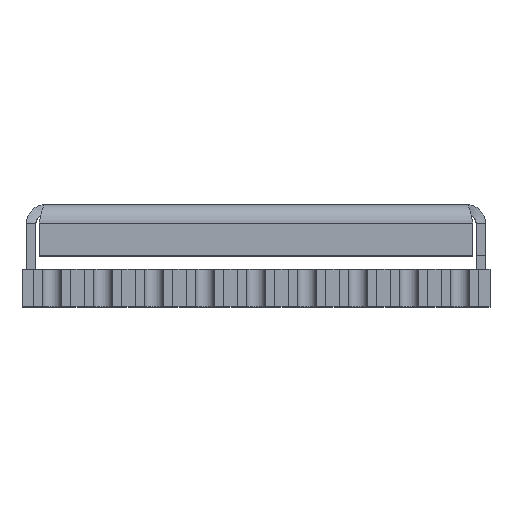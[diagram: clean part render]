
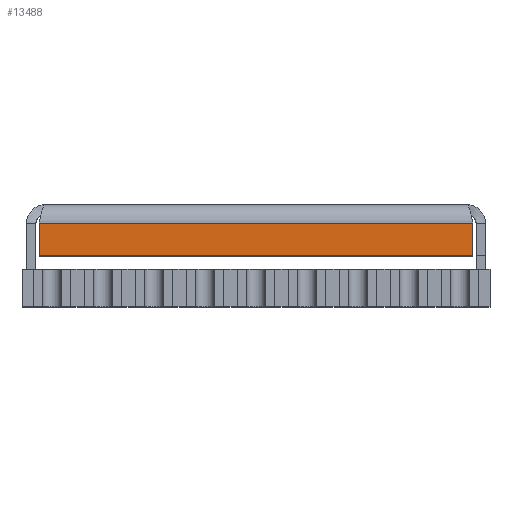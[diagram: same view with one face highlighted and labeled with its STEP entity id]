
A CAD part, top view. The second image highlights one B-rep face of the part: STEP entity #13488.
In plain terms, the highlighted face is planar.
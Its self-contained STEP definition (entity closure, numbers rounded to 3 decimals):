
#9934 = CYLINDRICAL_SURFACE('',#9935,0.4);
#9935 = AXIS2_PLACEMENT_3D('',#9936,#9937,#9938);
#9936 = CARTESIAN_POINT('',(4.35,0.7,4.95));
#9937 = DIRECTION('',(0.,0.,-1.));
#9938 = DIRECTION('',(0.,1.,0.));
#10561 = VERTEX_POINT('',#10562);
#10562 = CARTESIAN_POINT('',(4.75,0.7,4.679));
#10668 = PLANE('',#10669);
#10669 = AXIS2_PLACEMENT_3D('',#10670,#10671,#10672);
#10670 = CARTESIAN_POINT('',(4.65,0.35,4.679));
#10671 = DIRECTION('',(0.,0.,-1.));
#10672 = DIRECTION('',(0.,1.,0.));
#10758 = EDGE_CURVE('',#10561,#10759,#10761,.T.);
#10759 = VERTEX_POINT('',#10760);
#10760 = CARTESIAN_POINT('',(4.75,0.7,-4.679));
#10761 = SURFACE_CURVE('',#10762,(#10766,#10795),.PCURVE_S1.);
#10762 = LINE('',#10763,#10764);
#10763 = CARTESIAN_POINT('',(4.75,0.7,4.679));
#10764 = VECTOR('',#10765,1.);
#10765 = DIRECTION('',(0.,0.,-1.));
#10766 = PCURVE('',#9934,#10767);
#10767 = DEFINITIONAL_REPRESENTATION('',(#10768),#10794);
#10768 = B_SPLINE_CURVE_WITH_KNOTS('',3,(#10769,#10770,#10771,#10772,
    #10773,#10774,#10775,#10776,#10777,#10778,#10779,#10780,#10781,
    #10782,#10783,#10784,#10785,#10786,#10787,#10788,#10789,#10790,
    #10791,#10792,#10793),.UNSPECIFIED.,.F.,.F.,(4,1,1,1,1,1,1,1,1,1,1,1
    ,1,1,1,1,1,1,1,1,1,1,4),(0.,0.425,0.851,
    1.276,1.702,2.127,2.552,
    2.978,3.403,3.829,4.254,
    4.679,5.105,5.53,5.955,
    6.381,6.806,7.232,7.657,
    8.082,8.508,8.933,9.359),
  .UNSPECIFIED.);
#10769 = CARTESIAN_POINT('',(1.571,0.271));
#10770 = CARTESIAN_POINT('',(1.571,0.413));
#10771 = CARTESIAN_POINT('',(1.571,0.696));
#10772 = CARTESIAN_POINT('',(1.571,1.121));
#10773 = CARTESIAN_POINT('',(1.571,1.547));
#10774 = CARTESIAN_POINT('',(1.571,1.972));
#10775 = CARTESIAN_POINT('',(1.571,2.398));
#10776 = CARTESIAN_POINT('',(1.571,2.823));
#10777 = CARTESIAN_POINT('',(1.571,3.248));
#10778 = CARTESIAN_POINT('',(1.571,3.674));
#10779 = CARTESIAN_POINT('',(1.571,4.099));
#10780 = CARTESIAN_POINT('',(1.571,4.525));
#10781 = CARTESIAN_POINT('',(1.571,4.95));
#10782 = CARTESIAN_POINT('',(1.571,5.375));
#10783 = CARTESIAN_POINT('',(1.571,5.801));
#10784 = CARTESIAN_POINT('',(1.571,6.226));
#10785 = CARTESIAN_POINT('',(1.571,6.652));
#10786 = CARTESIAN_POINT('',(1.571,7.077));
#10787 = CARTESIAN_POINT('',(1.571,7.502));
#10788 = CARTESIAN_POINT('',(1.571,7.928));
#10789 = CARTESIAN_POINT('',(1.571,8.353));
#10790 = CARTESIAN_POINT('',(1.571,8.779));
#10791 = CARTESIAN_POINT('',(1.571,9.204));
#10792 = CARTESIAN_POINT('',(1.571,9.487));
#10793 = CARTESIAN_POINT('',(1.571,9.629));
#10794 = ( GEOMETRIC_REPRESENTATION_CONTEXT(2) 
PARAMETRIC_REPRESENTATION_CONTEXT() REPRESENTATION_CONTEXT('2D SPACE',''
  ) );
#10795 = PCURVE('',#10796,#10801);
#10796 = PLANE('',#10797);
#10797 = AXIS2_PLACEMENT_3D('',#10798,#10799,#10800);
#10798 = CARTESIAN_POINT('',(4.75,0.,4.95));
#10799 = DIRECTION('',(1.,0.,0.));
#10800 = DIRECTION('',(0.,0.,-1.));
#10801 = DEFINITIONAL_REPRESENTATION('',(#10802),#10806);
#10802 = LINE('',#10803,#10804);
#10803 = CARTESIAN_POINT('',(0.271,0.7));
#10804 = VECTOR('',#10805,1.);
#10805 = DIRECTION('',(1.,0.));
#10806 = ( GEOMETRIC_REPRESENTATION_CONTEXT(2) 
PARAMETRIC_REPRESENTATION_CONTEXT() REPRESENTATION_CONTEXT('2D SPACE',''
  ) );
#10951 = PLANE('',#10952);
#10952 = AXIS2_PLACEMENT_3D('',#10953,#10954,#10955);
#10953 = CARTESIAN_POINT('',(4.65,0.35,-4.679));
#10954 = DIRECTION('',(0.,0.,-1.));
#10955 = DIRECTION('',(0.,1.,0.));
#13363 = PLANE('',#13364);
#13364 = AXIS2_PLACEMENT_3D('',#13365,#13366,#13367);
#13365 = CARTESIAN_POINT('',(4.65,0.,0.));
#13366 = DIRECTION('',(0.,-1.,0.));
#13367 = DIRECTION('',(0.,0.,-1.));
#13421 = EDGE_CURVE('',#13422,#13424,#13426,.T.);
#13422 = VERTEX_POINT('',#13423);
#13423 = CARTESIAN_POINT('',(4.75,0.,4.679));
#13424 = VERTEX_POINT('',#13425);
#13425 = CARTESIAN_POINT('',(4.75,0.,-4.679));
#13426 = SURFACE_CURVE('',#13427,(#13431,#13438),.PCURVE_S1.);
#13427 = LINE('',#13428,#13429);
#13428 = CARTESIAN_POINT('',(4.75,0.,4.679));
#13429 = VECTOR('',#13430,1.);
#13430 = DIRECTION('',(0.,0.,-1.));
#13431 = PCURVE('',#13363,#13432);
#13432 = DEFINITIONAL_REPRESENTATION('',(#13433),#13437);
#13433 = LINE('',#13434,#13435);
#13434 = CARTESIAN_POINT('',(-4.679,0.1));
#13435 = VECTOR('',#13436,1.);
#13436 = DIRECTION('',(1.,0.));
#13437 = ( GEOMETRIC_REPRESENTATION_CONTEXT(2) 
PARAMETRIC_REPRESENTATION_CONTEXT() REPRESENTATION_CONTEXT('2D SPACE',''
  ) );
#13438 = PCURVE('',#10796,#13439);
#13439 = DEFINITIONAL_REPRESENTATION('',(#13440),#13444);
#13440 = LINE('',#13441,#13442);
#13441 = CARTESIAN_POINT('',(0.271,0.));
#13442 = VECTOR('',#13443,1.);
#13443 = DIRECTION('',(1.,0.));
#13444 = ( GEOMETRIC_REPRESENTATION_CONTEXT(2) 
PARAMETRIC_REPRESENTATION_CONTEXT() REPRESENTATION_CONTEXT('2D SPACE',''
  ) );
#13488 = ADVANCED_FACE('',(#13489),#10796,.T.);
#13489 = FACE_BOUND('',#13490,.F.);
#13490 = EDGE_LOOP('',(#13491,#13492,#13513,#13514));
#13491 = ORIENTED_EDGE('',*,*,#13421,.F.);
#13492 = ORIENTED_EDGE('',*,*,#13493,.T.);
#13493 = EDGE_CURVE('',#13422,#10561,#13494,.T.);
#13494 = SURFACE_CURVE('',#13495,(#13499,#13506),.PCURVE_S1.);
#13495 = LINE('',#13496,#13497);
#13496 = CARTESIAN_POINT('',(4.75,0.,4.679));
#13497 = VECTOR('',#13498,1.);
#13498 = DIRECTION('',(0.,1.,0.));
#13499 = PCURVE('',#10796,#13500);
#13500 = DEFINITIONAL_REPRESENTATION('',(#13501),#13505);
#13501 = LINE('',#13502,#13503);
#13502 = CARTESIAN_POINT('',(0.271,0.));
#13503 = VECTOR('',#13504,1.);
#13504 = DIRECTION('',(0.,1.));
#13505 = ( GEOMETRIC_REPRESENTATION_CONTEXT(2) 
PARAMETRIC_REPRESENTATION_CONTEXT() REPRESENTATION_CONTEXT('2D SPACE',''
  ) );
#13506 = PCURVE('',#10668,#13507);
#13507 = DEFINITIONAL_REPRESENTATION('',(#13508),#13512);
#13508 = LINE('',#13509,#13510);
#13509 = CARTESIAN_POINT('',(-0.35,0.1));
#13510 = VECTOR('',#13511,1.);
#13511 = DIRECTION('',(1.,0.));
#13512 = ( GEOMETRIC_REPRESENTATION_CONTEXT(2) 
PARAMETRIC_REPRESENTATION_CONTEXT() REPRESENTATION_CONTEXT('2D SPACE',''
  ) );
#13513 = ORIENTED_EDGE('',*,*,#10758,.T.);
#13514 = ORIENTED_EDGE('',*,*,#13515,.F.);
#13515 = EDGE_CURVE('',#13424,#10759,#13516,.T.);
#13516 = SURFACE_CURVE('',#13517,(#13521,#13528),.PCURVE_S1.);
#13517 = LINE('',#13518,#13519);
#13518 = CARTESIAN_POINT('',(4.75,0.,-4.679));
#13519 = VECTOR('',#13520,1.);
#13520 = DIRECTION('',(0.,1.,0.));
#13521 = PCURVE('',#10796,#13522);
#13522 = DEFINITIONAL_REPRESENTATION('',(#13523),#13527);
#13523 = LINE('',#13524,#13525);
#13524 = CARTESIAN_POINT('',(9.629,0.));
#13525 = VECTOR('',#13526,1.);
#13526 = DIRECTION('',(0.,1.));
#13527 = ( GEOMETRIC_REPRESENTATION_CONTEXT(2) 
PARAMETRIC_REPRESENTATION_CONTEXT() REPRESENTATION_CONTEXT('2D SPACE',''
  ) );
#13528 = PCURVE('',#10951,#13529);
#13529 = DEFINITIONAL_REPRESENTATION('',(#13530),#13534);
#13530 = LINE('',#13531,#13532);
#13531 = CARTESIAN_POINT('',(-0.35,0.1));
#13532 = VECTOR('',#13533,1.);
#13533 = DIRECTION('',(1.,0.));
#13534 = ( GEOMETRIC_REPRESENTATION_CONTEXT(2) 
PARAMETRIC_REPRESENTATION_CONTEXT() REPRESENTATION_CONTEXT('2D SPACE',''
  ) );
